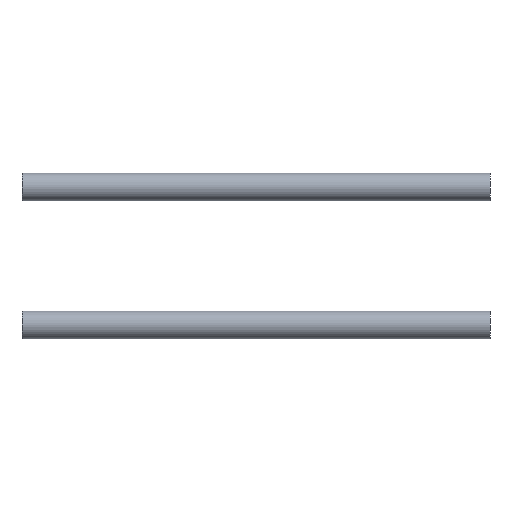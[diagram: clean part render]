
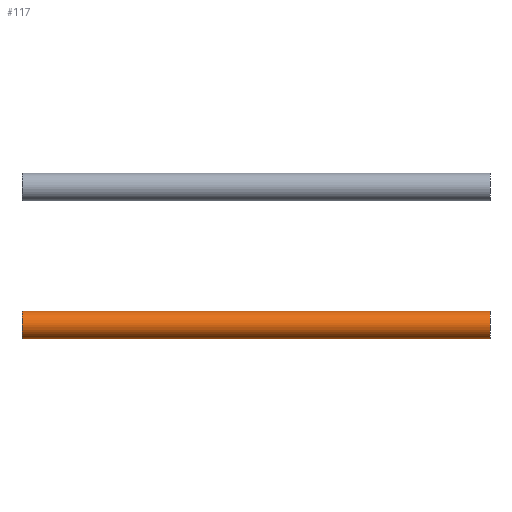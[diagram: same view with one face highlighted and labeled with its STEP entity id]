
A CAD part, front view. The second image highlights one B-rep face of the part: STEP entity #117.
In plain terms, the highlighted cylindrical face has radius 3 mm (diameter 6 mm), a full revolution.
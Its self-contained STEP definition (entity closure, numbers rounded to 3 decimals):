
#29=FACE_OUTER_BOUND('',#41,.T.);
#41=EDGE_LOOP('',(#89,#90,#91,#92));
#53=LINE('',#217,#57);
#57=VECTOR('',#172,3.);
#61=CIRCLE('',#147,3.);
#62=CIRCLE('',#148,3.);
#69=VERTEX_POINT('',#214);
#70=VERTEX_POINT('',#216);
#77=EDGE_CURVE('',#69,#69,#61,.T.);
#78=EDGE_CURVE('',#69,#70,#53,.T.);
#79=EDGE_CURVE('',#70,#70,#62,.T.);
#89=ORIENTED_EDGE('',*,*,#77,.F.);
#90=ORIENTED_EDGE('',*,*,#78,.T.);
#91=ORIENTED_EDGE('',*,*,#79,.T.);
#92=ORIENTED_EDGE('',*,*,#78,.F.);
#113=CYLINDRICAL_SURFACE('',#146,3.);
#117=ADVANCED_FACE('',(#29),#113,.T.);
#146=AXIS2_PLACEMENT_3D('',#213,#168,#169);
#147=AXIS2_PLACEMENT_3D('',#215,#170,#171);
#148=AXIS2_PLACEMENT_3D('',#218,#173,#174);
#168=DIRECTION('center_axis',(1.,0.,0.));
#169=DIRECTION('ref_axis',(0.,1.,0.));
#170=DIRECTION('center_axis',(1.,0.,0.));
#171=DIRECTION('ref_axis',(0.,1.,0.));
#172=DIRECTION('',(-1.,0.,0.));
#173=DIRECTION('center_axis',(1.,0.,0.));
#174=DIRECTION('ref_axis',(0.,1.,0.));
#213=CARTESIAN_POINT('Origin',(0.,0.,0.));
#214=CARTESIAN_POINT('',(101.6,-3.,0.));
#215=CARTESIAN_POINT('Origin',(101.6,0.,0.));
#216=CARTESIAN_POINT('',(0.,-3.,0.));
#217=CARTESIAN_POINT('',(0.,-3.,0.));
#218=CARTESIAN_POINT('Origin',(0.,0.,0.));
